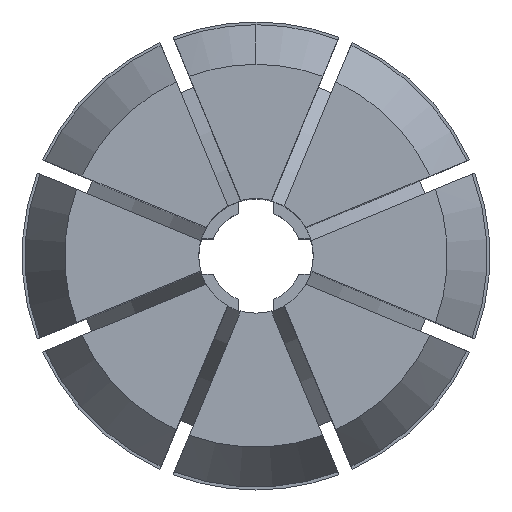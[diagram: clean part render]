
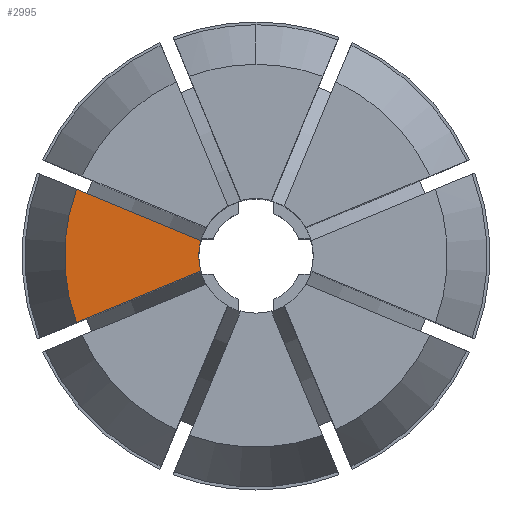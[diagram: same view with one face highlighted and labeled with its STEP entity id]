
A CAD part, top view. The second image highlights one B-rep face of the part: STEP entity #2995.
In plain terms, the highlighted planar face has unit normal (0, 0, 1).
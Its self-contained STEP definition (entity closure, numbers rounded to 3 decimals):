
#110 = AXIS2_PLACEMENT_3D ( 'NONE', #302, #2750, #2438 ) ;
#135 = CARTESIAN_POINT ( 'NONE',  ( -4.964, 1.515, 40. ) ) ;
#207 = PLANE ( 'NONE',  #1202 ) ;
#302 = CARTESIAN_POINT ( 'NONE',  ( 0., 0., 40. ) ) ;
#358 = EDGE_CURVE ( 'NONE', #980, #447, #1941, .T. ) ;
#437 = CARTESIAN_POINT ( 'NONE',  ( 0., 0., 40. ) ) ;
#447 = VERTEX_POINT ( 'NONE', #1613 ) ;
#535 = CARTESIAN_POINT ( 'NONE',  ( -12.655, 4.701, 40. ) ) ;
#575 = DIRECTION ( 'NONE',  ( 0., -1., 0. ) ) ;
#661 = DIRECTION ( 'NONE',  ( -0.924, -0.383, 0. ) ) ;
#700 = DIRECTION ( 'NONE',  ( 0., 1., 0. ) ) ;
#723 = CARTESIAN_POINT ( 'NONE',  ( -3.894, -1.072, 40. ) ) ;
#786 = CIRCLE ( 'NONE', #110, 4.039 ) ;
#866 = ORIENTED_EDGE ( 'NONE', *, *, #3479, .T. ) ;
#963 = ORIENTED_EDGE ( 'NONE', *, *, #2330, .F. ) ;
#980 = VERTEX_POINT ( 'NONE', #723 ) ;
#1014 = ORIENTED_EDGE ( 'NONE', *, *, #358, .F. ) ;
#1110 = VERTEX_POINT ( 'NONE', #535 ) ;
#1202 = AXIS2_PLACEMENT_3D ( 'NONE', #3846, #3525, #575 ) ;
#1266 = VECTOR ( 'NONE', #3762, 1000. ) ;
#1322 = CARTESIAN_POINT ( 'NONE',  ( 4.581, 2.439, 40. ) ) ;
#1393 = AXIS2_PLACEMENT_3D ( 'NONE', #437, #2235, #700 ) ;
#1613 = CARTESIAN_POINT ( 'NONE',  ( -12.655, -4.701, 40. ) ) ;
#1941 = LINE ( 'NONE', #1322, #2662 ) ;
#1958 = EDGE_LOOP ( 'NONE', ( #2721, #866, #963, #1014 ) ) ;
#2235 = DIRECTION ( 'NONE',  ( 0., 0., -1. ) ) ;
#2330 = EDGE_CURVE ( 'NONE', #447, #1110, #2382, .T. ) ;
#2382 = CIRCLE ( 'NONE', #1393, 13.499 ) ;
#2438 = DIRECTION ( 'NONE',  ( 0., 1., 0. ) ) ;
#2485 = LINE ( 'NONE', #135, #1266 ) ;
#2662 = VECTOR ( 'NONE', #661, 1000. ) ;
#2721 = ORIENTED_EDGE ( 'NONE', *, *, #3803, .T. ) ;
#2750 = DIRECTION ( 'NONE',  ( 0., 0., -1. ) ) ;
#2787 = FACE_OUTER_BOUND ( 'NONE', #1958, .T. ) ;
#2995 = ADVANCED_FACE ( 'NONE', ( #2787 ), #207, .T. ) ;
#3036 = CARTESIAN_POINT ( 'NONE',  ( -3.894, 1.072, 40. ) ) ;
#3479 = EDGE_CURVE ( 'NONE', #3838, #1110, #2485, .T. ) ;
#3525 = DIRECTION ( 'NONE',  ( 0., 0., 1. ) ) ;
#3762 = DIRECTION ( 'NONE',  ( -0.924, 0.383, 0. ) ) ;
#3803 = EDGE_CURVE ( 'NONE', #980, #3838, #786, .T. ) ;
#3838 = VERTEX_POINT ( 'NONE', #3036 ) ;
#3846 = CARTESIAN_POINT ( 'NONE',  ( 0., 13.499, 40. ) ) ;
